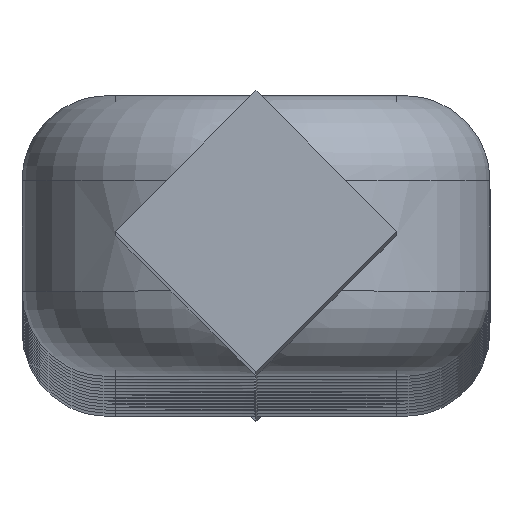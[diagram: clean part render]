
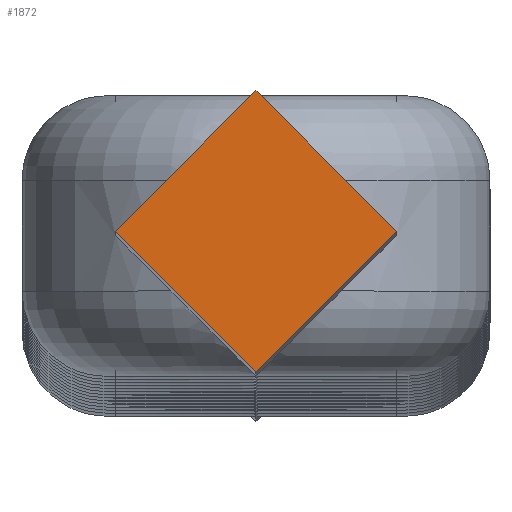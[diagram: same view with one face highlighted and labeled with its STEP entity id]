
A CAD part, top view. The second image highlights one B-rep face of the part: STEP entity #1872.
In plain terms, the highlighted planar face has unit normal (0, 0, 1).
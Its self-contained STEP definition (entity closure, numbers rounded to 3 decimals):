
#529 = EDGE_LOOP ( 'NONE', ( #5688, #17439, #15563, #9985 ) ) ;
#1762 = DIRECTION ( 'NONE',  ( 0., 0., -1. ) ) ;
#1872 = ADVANCED_FACE ( 'NONE', ( #8433 ), #7723, .F. ) ;
#2893 = CARTESIAN_POINT ( 'NONE',  ( 9.899, 0., 1000. ) ) ;
#4172 = CARTESIAN_POINT ( 'NONE',  ( 0., -9.899, 1000. ) ) ;
#4573 = DIRECTION ( 'NONE',  ( -1., 0., 0. ) ) ;
#4593 = VECTOR ( 'NONE', #13131, 1000. ) ;
#4749 = VERTEX_POINT ( 'NONE', #10976 ) ;
#5688 = ORIENTED_EDGE ( 'NONE', *, *, #13318, .T. ) ;
#6381 = VERTEX_POINT ( 'NONE', #11156 ) ;
#6585 = AXIS2_PLACEMENT_3D ( 'NONE', #18348, #1762, #4573 ) ;
#7212 = EDGE_CURVE ( 'NONE', #17676, #6381, #12955, .T. ) ;
#7723 = PLANE ( 'NONE',  #6585 ) ;
#8433 = FACE_OUTER_BOUND ( 'NONE', #529, .T. ) ;
#9074 = EDGE_CURVE ( 'NONE', #6381, #18210, #14326, .T. ) ;
#9389 = CARTESIAN_POINT ( 'NONE',  ( 0., 9.899, 1000. ) ) ;
#9985 = ORIENTED_EDGE ( 'NONE', *, *, #9074, .T. ) ;
#10976 = CARTESIAN_POINT ( 'NONE',  ( 0., 9.899, 1000. ) ) ;
#11156 = CARTESIAN_POINT ( 'NONE',  ( 0., -9.899, 1000. ) ) ;
#11244 = DIRECTION ( 'NONE',  ( 0.707, 0.707, 0. ) ) ;
#11288 = VECTOR ( 'NONE', #11244, 1000. ) ;
#12139 = VECTOR ( 'NONE', #14025, 1000. ) ;
#12955 = LINE ( 'NONE', #4172, #4593 ) ;
#13069 = VECTOR ( 'NONE', #13681, 1000. ) ;
#13131 = DIRECTION ( 'NONE',  ( 0.707, -0.707, 0. ) ) ;
#13318 = EDGE_CURVE ( 'NONE', #18210, #4749, #19215, .T. ) ;
#13681 = DIRECTION ( 'NONE',  ( -0.707, -0.707, 0. ) ) ;
#14025 = DIRECTION ( 'NONE',  ( -0.707, 0.707, 0. ) ) ;
#14326 = LINE ( 'NONE', #17246, #11288 ) ;
#15563 = ORIENTED_EDGE ( 'NONE', *, *, #7212, .T. ) ;
#15663 = LINE ( 'NONE', #18411, #13069 ) ;
#17246 = CARTESIAN_POINT ( 'NONE',  ( 9.899, 0., 1000. ) ) ;
#17439 = ORIENTED_EDGE ( 'NONE', *, *, #18714, .T. ) ;
#17676 = VERTEX_POINT ( 'NONE', #18216 ) ;
#18210 = VERTEX_POINT ( 'NONE', #2893 ) ;
#18216 = CARTESIAN_POINT ( 'NONE',  ( -9.899, 0., 1000. ) ) ;
#18348 = CARTESIAN_POINT ( 'NONE',  ( 0., 0., 1000. ) ) ;
#18411 = CARTESIAN_POINT ( 'NONE',  ( -9.899, 0., 1000. ) ) ;
#18714 = EDGE_CURVE ( 'NONE', #4749, #17676, #15663, .T. ) ;
#19215 = LINE ( 'NONE', #9389, #12139 ) ;
